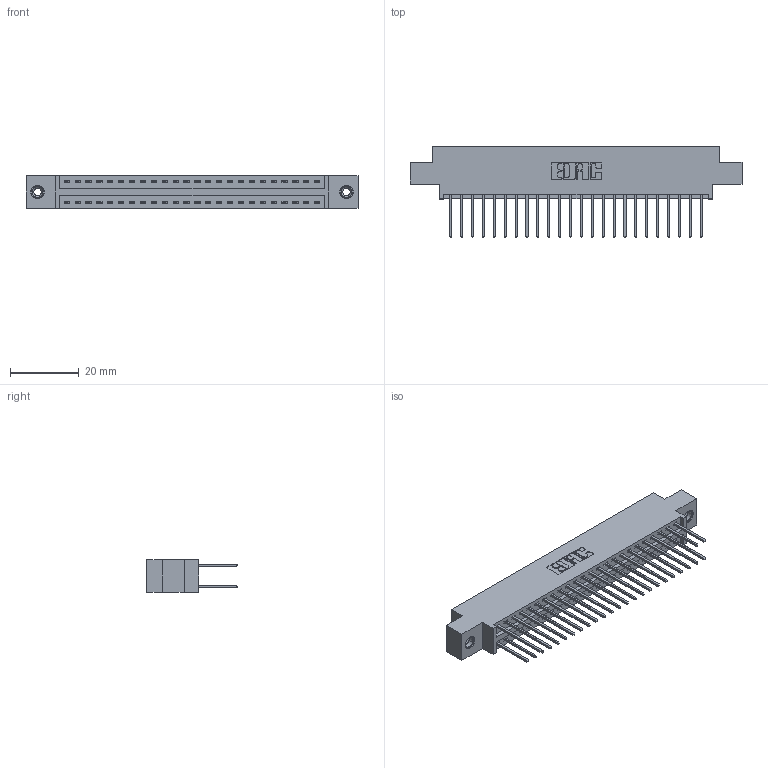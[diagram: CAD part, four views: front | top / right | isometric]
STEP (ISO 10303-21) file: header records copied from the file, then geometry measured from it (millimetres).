
FILE_DESCRIPTION (( 'STEP AP203' ), '1' );
FILE_NAME ('396-048-522-808.STEP', '2019-11-02T06:57:44', ( '' ), ( '' ), 'SwSTEP 2.0', 'SolidWorks 2016', '' );
FILE_SCHEMA (( 'CONFIG_CONTROL_DESIGN' ));
Length unit declared in the file: inch
Products named in the file (4): 346 Part_0.170 Offset - 0.156 Dia-TI; 345-292-001_345-293-122; 345-250-001_345-250-003-102; 396-048-522-808
Assembly tree (51 placements, depth 2):
  396-048-522-808
    346 Part_0.170 Offset - 0.156 Dia-TI
    345-292-001_345-293-122  x48
    345-250-001_345-250-003-102  x2
Bounding box: 96.77 x 26.42 x 9.4 mm (x, y, z)
Volume: 9258.7 mm3; surface area: 13213.6 mm2
Topology: 51 solids, 51 shells, 2682 faces, 7917 edges, 5206 vertices
Faces by surface type: plane 1792, cylinder 874, cone 12, torus 4
Entity records: 19422 total; most frequent: CARTESIAN_POINT 3211, ORIENTED_EDGE 3138, DIRECTION 2907, EDGE_CURVE 1569, LINE 1321, VECTOR 1321, VERTEX_POINT 1040, AXIS2_PLACEMENT_3D 793
